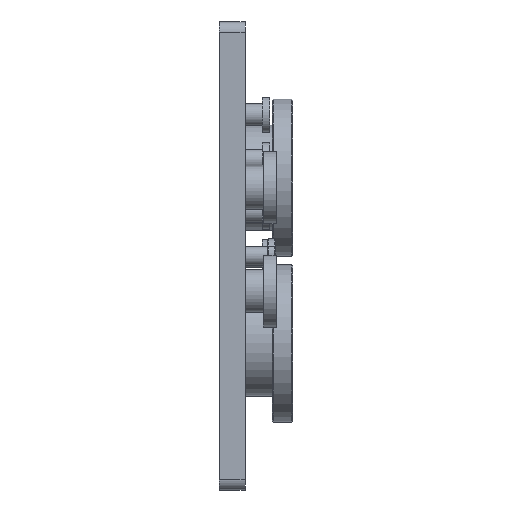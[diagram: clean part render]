
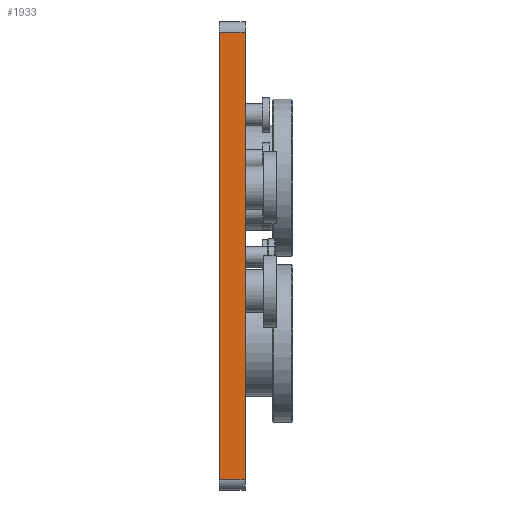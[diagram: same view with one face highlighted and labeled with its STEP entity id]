
A CAD part, front view. The second image highlights one B-rep face of the part: STEP entity #1933.
In plain terms, the highlighted face is planar.
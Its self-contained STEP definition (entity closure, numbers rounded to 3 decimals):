
#1907=FACE_OUTER_BOUND('',#3531,.T.);
#1933=ADVANCED_FACE('',(#1907),#2292,.T.);
#2292=PLANE('',#7121);
#2330=LINE('',#9836,#2349);
#2340=LINE('',#9956,#2359);
#2341=LINE('',#9958,#2360);
#2342=LINE('',#9960,#2361);
#2349=VECTOR('',#8052,1.);
#2359=VECTOR('',#8188,1.);
#2360=VECTOR('',#8191,1.);
#2361=VECTOR('',#8192,1.);
#3531=EDGE_LOOP('',(#4539,#4540,#4541,#4542));
#4539=ORIENTED_EDGE('',*,*,#6048,.F.);
#4540=ORIENTED_EDGE('',*,*,#6101,.F.);
#4541=ORIENTED_EDGE('',*,*,#6102,.T.);
#4542=ORIENTED_EDGE('',*,*,#6103,.T.);
#5504=VERTEX_POINT('',#9835);
#5505=VERTEX_POINT('',#9837);
#5551=VERTEX_POINT('',#9955);
#5552=VERTEX_POINT('',#9959);
#6048=EDGE_CURVE('',#5504,#5505,#2330,.T.);
#6101=EDGE_CURVE('',#5551,#5504,#2340,.T.);
#6102=EDGE_CURVE('',#5551,#5552,#2341,.T.);
#6103=EDGE_CURVE('',#5552,#5505,#2342,.T.);
#7121=AXIS2_PLACEMENT_3D('',#9961,#8193,#8194);
#8052=DIRECTION('',(1.,0.,0.));
#8188=DIRECTION('',(0.,1.,0.));
#8191=DIRECTION('',(1.,0.,0.));
#8192=DIRECTION('',(0.,1.,0.));
#8193=DIRECTION('',(0.,0.,1.));
#8194=DIRECTION('',(1.,0.,0.));
#9835=CARTESIAN_POINT('',(-216.,-272.,398.));
#9836=CARTESIAN_POINT('',(-216.,-272.,398.));
#9837=CARTESIAN_POINT('',(216.,-272.,398.));
#9955=CARTESIAN_POINT('',(-216.,-297.,398.));
#9956=CARTESIAN_POINT('',(-216.,-294.,398.));
#9958=CARTESIAN_POINT('',(-216.,-297.,398.));
#9959=CARTESIAN_POINT('',(216.,-297.,398.));
#9960=CARTESIAN_POINT('',(216.,-294.,398.));
#9961=CARTESIAN_POINT('',(-216.,-294.,398.));
